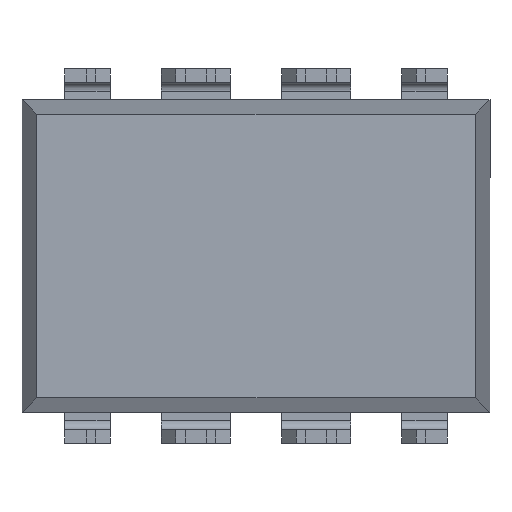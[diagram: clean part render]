
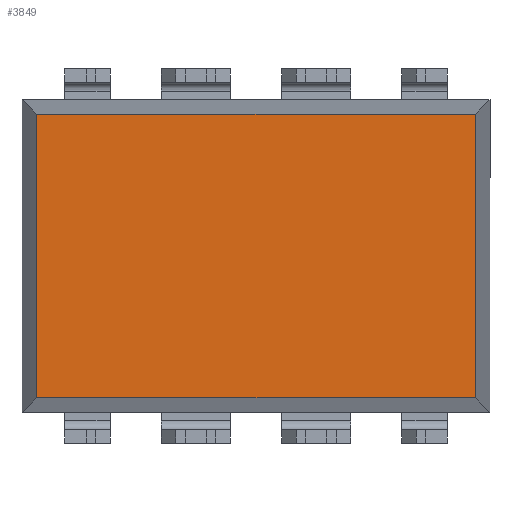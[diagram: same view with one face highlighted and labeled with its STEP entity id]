
A CAD part, front view. The second image highlights one B-rep face of the part: STEP entity #3849.
In plain terms, the highlighted planar face has unit normal (0, -1, 0).
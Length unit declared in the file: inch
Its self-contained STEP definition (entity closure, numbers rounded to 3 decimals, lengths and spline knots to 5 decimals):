
#70 = EDGE_CURVE ( 'NONE', #955, #86, #1054, .T. ) ;
#86 = VERTEX_POINT ( 'NONE', #2510 ) ;
#256 = EDGE_CURVE ( 'NONE', #2620, #955, #2472, .T. ) ;
#304 = CARTESIAN_POINT ( 'NONE',  ( -0.18242, 0.015, 0.13 ) ) ;
#465 = DIRECTION ( 'NONE',  ( 0., 0., -1. ) ) ;
#606 = LINE ( 'NONE', #304, #3186 ) ;
#631 = ORIENTED_EDGE ( 'NONE', *, *, #3443, .T. ) ;
#835 = VECTOR ( 'NONE', #3647, 39.37008 ) ;
#838 = ORIENTED_EDGE ( 'NONE', *, *, #70, .T. ) ;
#955 = VERTEX_POINT ( 'NONE', #3598 ) ;
#1054 = LINE ( 'NONE', #2101, #3949 ) ;
#1101 = ORIENTED_EDGE ( 'NONE', *, *, #256, .T. ) ;
#1183 = CARTESIAN_POINT ( 'NONE',  ( 0.18242, 0.015, -0.13 ) ) ;
#1586 = ORIENTED_EDGE ( 'NONE', *, *, #1744, .T. ) ;
#1603 = VECTOR ( 'NONE', #4062, 39.37008 ) ;
#1719 = FACE_OUTER_BOUND ( 'NONE', #3071, .T. ) ;
#1744 = EDGE_CURVE ( 'NONE', #1924, #2620, #3197, .T. ) ;
#1924 = VERTEX_POINT ( 'NONE', #2338 ) ;
#2101 = CARTESIAN_POINT ( 'NONE',  ( 0.1945, 0.015, 0.11792 ) ) ;
#2338 = CARTESIAN_POINT ( 'NONE',  ( -0.18242, 0.015, -0.11792 ) ) ;
#2342 = CARTESIAN_POINT ( 'NONE',  ( 0., 0.015, 0. ) ) ;
#2472 = LINE ( 'NONE', #1183, #1603 ) ;
#2510 = CARTESIAN_POINT ( 'NONE',  ( -0.18242, 0.015, 0.11792 ) ) ;
#2620 = VERTEX_POINT ( 'NONE', #2888 ) ;
#2666 = DIRECTION ( 'NONE',  ( 0., 0., -1. ) ) ;
#2848 = AXIS2_PLACEMENT_3D ( 'NONE', #2342, #3973, #2666 ) ;
#2888 = CARTESIAN_POINT ( 'NONE',  ( 0.18242, 0.015, -0.11792 ) ) ;
#3071 = EDGE_LOOP ( 'NONE', ( #1586, #1101, #838, #631 ) ) ;
#3186 = VECTOR ( 'NONE', #465, 39.37008 ) ;
#3197 = LINE ( 'NONE', #3362, #835 ) ;
#3362 = CARTESIAN_POINT ( 'NONE',  ( -0.1945, 0.015, -0.11792 ) ) ;
#3433 = DIRECTION ( 'NONE',  ( -1., 0., 0. ) ) ;
#3443 = EDGE_CURVE ( 'NONE', #86, #1924, #606, .T. ) ;
#3598 = CARTESIAN_POINT ( 'NONE',  ( 0.18242, 0.015, 0.11792 ) ) ;
#3647 = DIRECTION ( 'NONE',  ( 1., 0., 0. ) ) ;
#3849 = ADVANCED_FACE ( 'NONE', ( #1719 ), #3925, .T. ) ;
#3925 = PLANE ( 'NONE',  #2848 ) ;
#3949 = VECTOR ( 'NONE', #3433, 39.37008 ) ;
#3973 = DIRECTION ( 'NONE',  ( 0., -1., 0. ) ) ;
#4062 = DIRECTION ( 'NONE',  ( 0., 0., 1. ) ) ;
